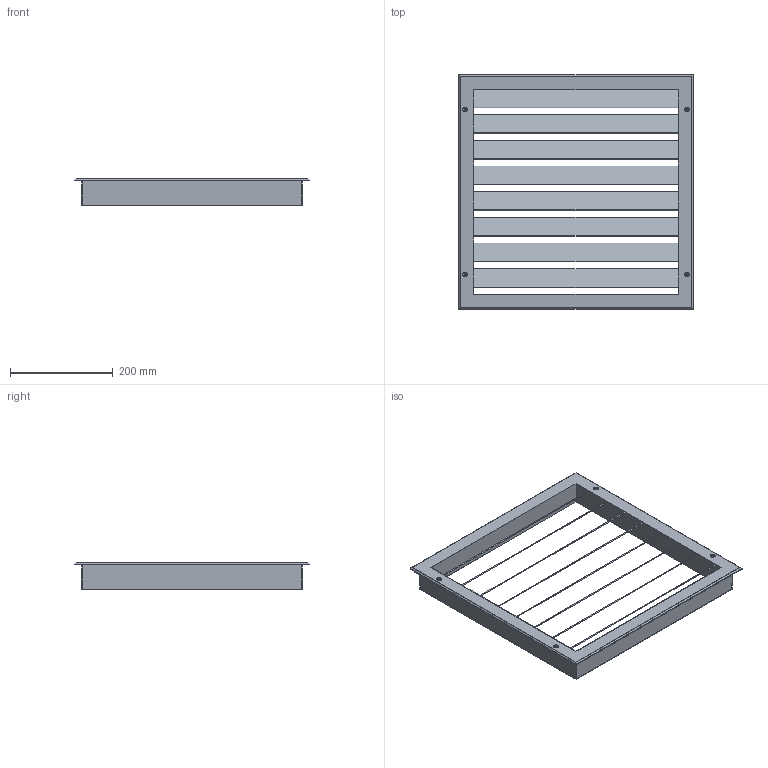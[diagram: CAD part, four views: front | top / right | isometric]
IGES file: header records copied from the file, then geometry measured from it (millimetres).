
Start section: SolidWorks IGES file using analytic representation for surfaces
Global section: file name: MLZ-40.IGS; native system: SolidWorks 2021; preprocessor: SolidWorks 2021; author: Qube3-CAD; date: 221012.184708; units: millimetre
Bounding box: 457 x 457 x 52 mm (x, y, z)
Surface area: 776278.2 mm2 (no closed solid volume)
Topology: 0 solids, 0 shells, 132 faces, 1434 edges, 1420 vertices
Faces by surface type: bspline 68, revolution 64
